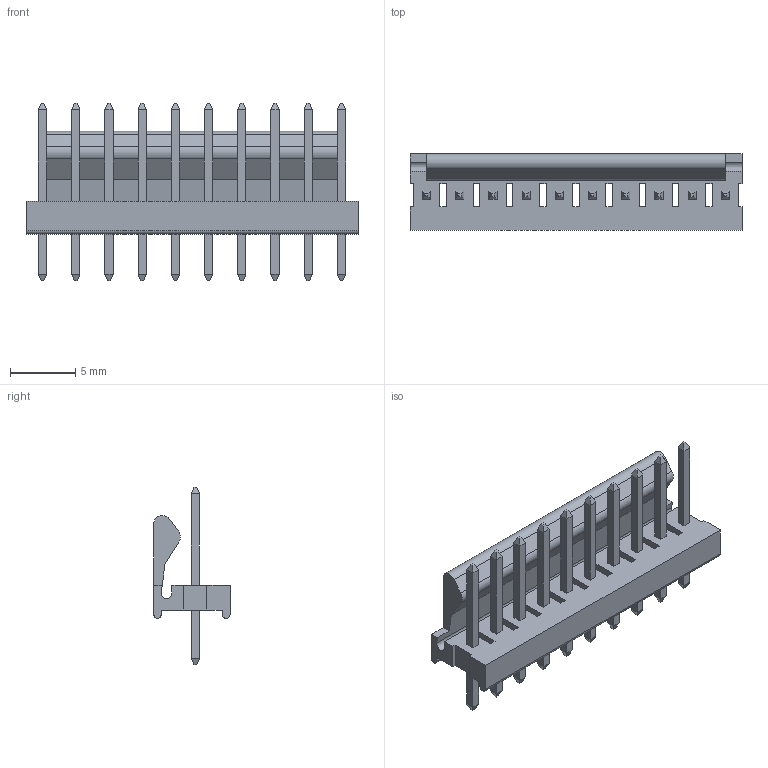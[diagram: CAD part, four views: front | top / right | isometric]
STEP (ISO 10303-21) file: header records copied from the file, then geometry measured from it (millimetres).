
FILE_DESCRIPTION((''),'2;1');
FILE_NAME('C-0641215-10-3','2007-09-02T',('workeradm'),('Tyco Electronics Corporation'),'PRO/ENGINEER BY PARAMETRIC TECHNOLOGY CORPORATION, 2005450','PRO/ENGINEER BY PARAMETRIC TECHNOLOGY CORPORATION, 2005450','');
FILE_SCHEMA(('CONFIG_CONTROL_DESIGN', 'GEOMETRIC_VALIDATION_PROPERTIES_MIM'));
Length unit declared in the file: millimetre
Products named in the file (1): C-0641215-10-3
Bounding box: 25.4 x 5.84 x 13.59 mm (x, y, z)
Volume: 465 mm3; surface area: 1130.1 mm2
Topology: 1 solids, 1 shells, 245 faces, 589 edges, 366 vertices
Faces by surface type: plane 240, cylinder 5
Entity records: 7038 total; most frequent: CARTESIAN_POINT 1201, ORIENTED_EDGE 1178, DIRECTION 1089, EDGE_CURVE 589, VECTOR 579, LINE 579, VERTEX_POINT 366, EDGE_LOOP 283
